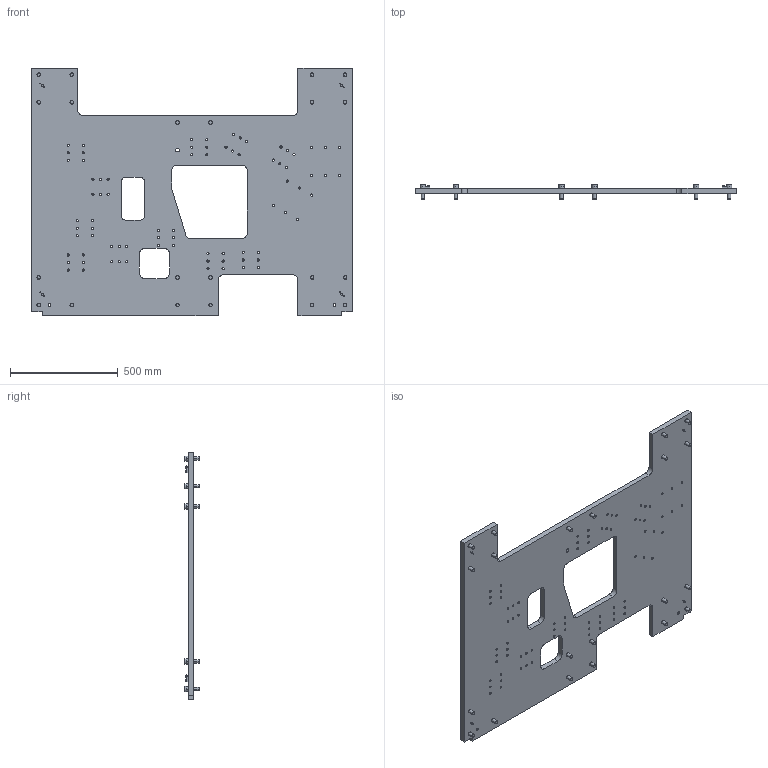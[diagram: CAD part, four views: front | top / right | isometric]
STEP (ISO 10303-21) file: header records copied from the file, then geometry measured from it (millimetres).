
FILE_DESCRIPTION(('CATIA V5 STEP Exchange'),'2;1');
FILE_NAME('2V11_V01WR1UQ54_U01_01_A.stp','2022-05-10T17:31:40+00:00',('none'),('none'),'CATIA Version 5-6 Release 2017 SP2','CATIA V5 STEP AP203','none');
FILE_SCHEMA(('CONFIG_CONTROL_DESIGN'));
Length unit declared in the file: millimetre
Products named in the file (2): 2V11_V01WR1UQ54_U01_01; 2V11_V01WR1UQ54_U01_FASTENERS_01
Assembly tree (36 placements, depth 3):
  2V11_V01WR1UQ54_U01_01
    #57
    #84
    #9047  x4
    2V11_V01WR1UQ54_U01_FASTENERS_01
      #9399  x21
      #10414  x8
Bounding box: 1488 x 66 x 1148 mm (x, y, z)
Volume: 31593839.3 mm3; surface area: 2928257 mm2
Topology: 34 solids, 34 shells, 896 faces, 2136 edges, 1366 vertices
Faces by surface type: cylinder 377, plane 345, cone 116, torus 58
Entity records: 11120 total; most frequent: CARTESIAN_POINT 2329, ORIENTED_EDGE 1860, DIRECTION 1404, EDGE_CURVE 930, AXIS2_PLACEMENT_3D 777, VERTEX_POINT 616, EDGE_LOOP 568, CIRCLE 498
